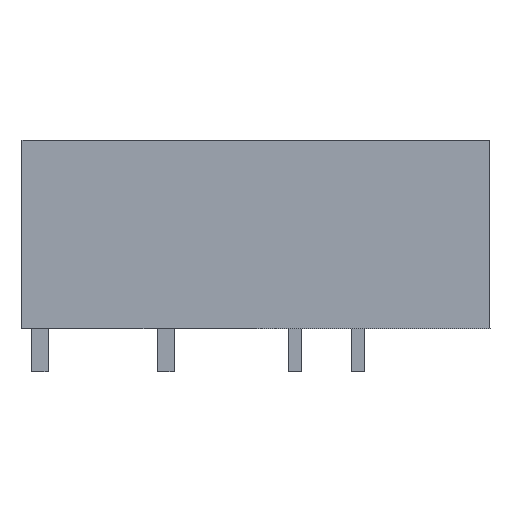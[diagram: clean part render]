
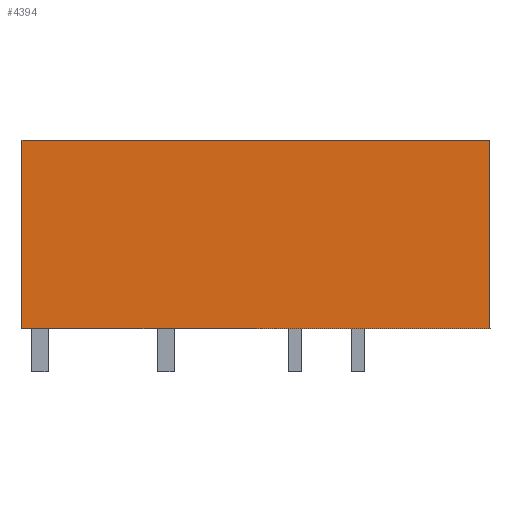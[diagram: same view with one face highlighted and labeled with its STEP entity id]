
A CAD part, left-side view. The second image highlights one B-rep face of the part: STEP entity #4394.
In plain terms, the highlighted planar face has unit normal (-1, 0, 0).
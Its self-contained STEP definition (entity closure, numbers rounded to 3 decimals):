
#4381=AXIS2_PLACEMENT_3D('Plane Axis2P3D',#4378,#4379,#4380) ;
#1238=CARTESIAN_POINT('Vertex',(0.,28.3,2.6)) ;
#1241=CARTESIAN_POINT('Line Origine',(0.,28.3,8.3)) ;
#1245=CARTESIAN_POINT('Vertex',(0.,28.3,14.)) ;
#1273=CARTESIAN_POINT('Line Origine',(0.,14.15,14.)) ;
#1277=CARTESIAN_POINT('Vertex',(0.,0.,14.)) ;
#3329=CARTESIAN_POINT('Line Origine',(0.,0.,8.3)) ;
#3333=CARTESIAN_POINT('Vertex',(0.,0.,2.6)) ;
#4378=CARTESIAN_POINT('Axis2P3D Location',(0.,28.3,-0.9)) ;
#4383=CARTESIAN_POINT('Line Origine',(0.,14.15,2.6)) ;
#1242=DIRECTION('Vector Direction',(0.,0.,1.)) ;
#1274=DIRECTION('Vector Direction',(0.,1.,0.)) ;
#3330=DIRECTION('Vector Direction',(0.,0.,-1.)) ;
#4379=DIRECTION('Axis2P3D Direction',(-1.,0.,0.)) ;
#4380=DIRECTION('Axis2P3D XDirection',(0.,-1.,0.)) ;
#4384=DIRECTION('Vector Direction',(0.,1.,0.)) ;
#1243=VECTOR('Line Direction',#1242,1.) ;
#1275=VECTOR('Line Direction',#1274,1.) ;
#3331=VECTOR('Line Direction',#3330,1.) ;
#4385=VECTOR('Line Direction',#4384,1.) ;
#4389=ORIENTED_EDGE('',*,*,#4387,.F.) ;
#4390=ORIENTED_EDGE('',*,*,#3335,.F.) ;
#4391=ORIENTED_EDGE('',*,*,#1279,.T.) ;
#4392=ORIENTED_EDGE('',*,*,#1247,.T.) ;
#4394=ADVANCED_FACE('housing',(#4393),#4382,.T.) ;
#1247=EDGE_CURVE('',#1246,#1239,#1244,.F.) ;
#1279=EDGE_CURVE('',#1278,#1246,#1276,.T.) ;
#3335=EDGE_CURVE('',#1278,#3334,#3332,.T.) ;
#4387=EDGE_CURVE('',#3334,#1239,#4386,.T.) ;
#4388=EDGE_LOOP('',(#4389,#4390,#4391,#4392)) ;
#4393=FACE_OUTER_BOUND('',#4388,.T.) ;
#1244=LINE('Line',#1241,#1243) ;
#1276=LINE('Line',#1273,#1275) ;
#3332=LINE('Line',#3329,#3331) ;
#4386=LINE('Line',#4383,#4385) ;
#4382=PLANE('',#4381) ;
#1239=VERTEX_POINT('',#1238) ;
#1246=VERTEX_POINT('',#1245) ;
#1278=VERTEX_POINT('',#1277) ;
#3334=VERTEX_POINT('',#3333) ;
